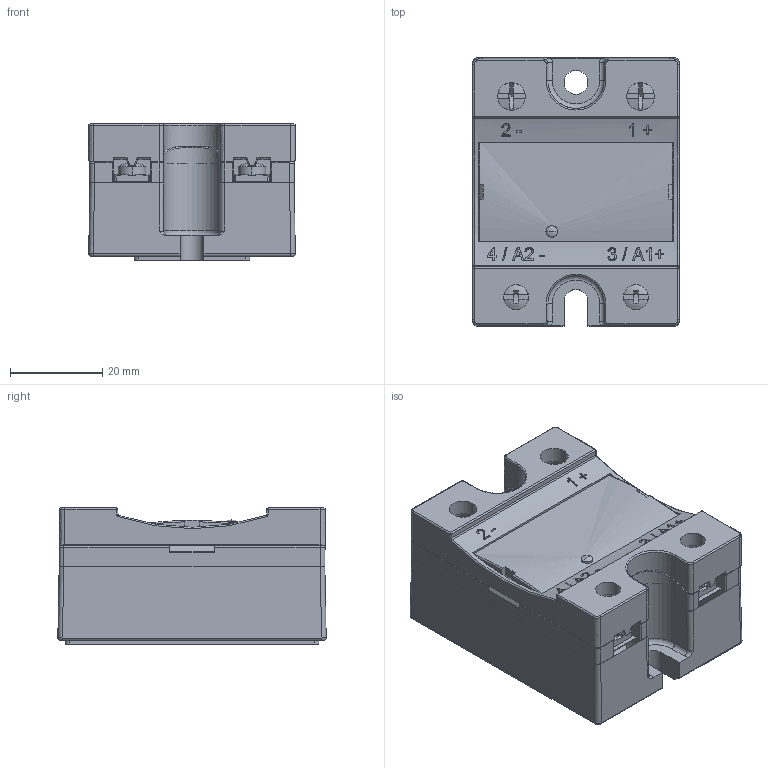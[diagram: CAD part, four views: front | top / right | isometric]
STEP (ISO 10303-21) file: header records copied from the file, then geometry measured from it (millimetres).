
FILE_DESCRIPTION((''),'2;1');
FILE_NAME('CGI1522-00.stp','2019-12-10T11:17:20',(''),(''),'Mechanical Desktop 2011','Mechanical Desktop 2011',', , ');
FILE_SCHEMA(('AUTOMOTIVE_DESIGN { 1 2 10303 214 1 1 1 1 }'));
Length unit declared in the file: millimetre
Products named in the file (2): Product; CGI1522-00-3D
Bounding box: 44.8 x 58.18 x 29.5 mm (x, y, z)
Volume: 61756.5 mm3; surface area: 15146.7 mm2
Topology: 1 solids, 1 shells, 920 faces, 2551 edges, 1652 vertices
Faces by surface type: bspline 382, plane 296, cylinder 189, sphere 25, torus 18, cone 10
Entity records: 42647 total; most frequent: CARTESIAN_POINT 20736, ORIENTED_EDGE 5094, DIRECTION 3828, EDGE_CURVE 2547, VERTEX_POINT 1652, VECTOR 1368, LINE 1368, AXIS2_PLACEMENT_3D 1230
